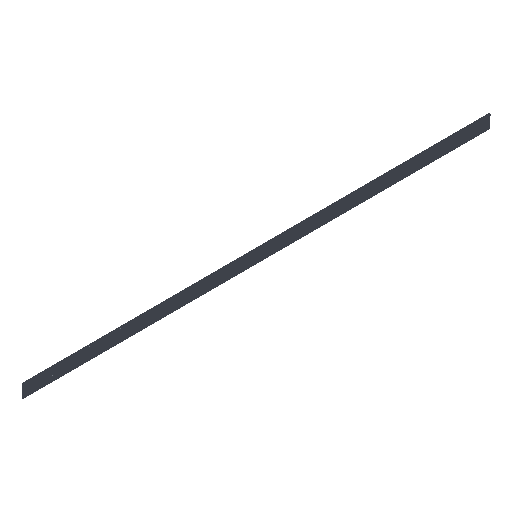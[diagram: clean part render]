
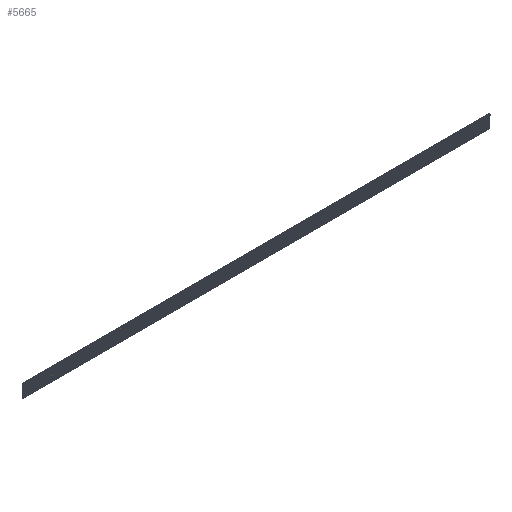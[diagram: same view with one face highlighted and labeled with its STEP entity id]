
A CAD part, isometric view. The second image highlights one B-rep face of the part: STEP entity #5665.
In plain terms, the highlighted planar face has unit normal (0, -1, 0).
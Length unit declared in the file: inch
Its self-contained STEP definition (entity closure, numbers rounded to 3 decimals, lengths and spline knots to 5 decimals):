
#90=PLANE('',#6183);
#333=FACE_OUTER_BOUND('',#623,.T.);
#623=EDGE_LOOP('',(#4303,#4304,#4305,#4306));
#1069=LINE('',#9211,#1633);
#1070=LINE('',#9215,#1634);
#1071=LINE('',#9217,#1635);
#1072=LINE('',#9218,#1636);
#1633=VECTOR('',#7473,39.37008);
#1634=VECTOR('',#7478,39.37008);
#1635=VECTOR('',#7479,39.37008);
#1636=VECTOR('',#7480,39.37008);
#2543=VERTEX_POINT('',#9208);
#2544=VERTEX_POINT('',#9210);
#2545=VERTEX_POINT('',#9214);
#2546=VERTEX_POINT('',#9216);
#3278=EDGE_CURVE('',#2544,#2543,#1069,.T.);
#3280=EDGE_CURVE('',#2543,#2545,#1070,.T.);
#3281=EDGE_CURVE('',#2546,#2545,#1071,.T.);
#3282=EDGE_CURVE('',#2544,#2546,#1072,.T.);
#4303=ORIENTED_EDGE('',*,*,#3280,.T.);
#4304=ORIENTED_EDGE('',*,*,#3281,.F.);
#4305=ORIENTED_EDGE('',*,*,#3282,.F.);
#4306=ORIENTED_EDGE('',*,*,#3278,.T.);
#5665=ADVANCED_FACE('',(#333),#90,.F.);
#6183=AXIS2_PLACEMENT_3D('',#9213,#7476,#7477);
#7473=DIRECTION('',(-1.,0.,0.));
#7476=DIRECTION('center_axis',(0.,1.,0.));
#7477=DIRECTION('ref_axis',(0.,0.,1.));
#7478=DIRECTION('',(0.,0.,-1.));
#7479=DIRECTION('',(-1.,0.,0.));
#7480=DIRECTION('',(0.,0.,-1.));
#9208=CARTESIAN_POINT('',(0.,-0.23622,3.11024));
#9210=CARTESIAN_POINT('',(236.22047,-0.23622,3.11024));
#9211=CARTESIAN_POINT('',(236.22047,-0.23622,3.11024));
#9213=CARTESIAN_POINT('Origin',(236.22047,-0.23622,3.11024));
#9214=CARTESIAN_POINT('',(0.,-0.23622,-3.11024));
#9215=CARTESIAN_POINT('',(0.,-0.23622,3.11024));
#9216=CARTESIAN_POINT('',(236.22047,-0.23622,-3.11024));
#9217=CARTESIAN_POINT('',(236.22047,-0.23622,-3.11024));
#9218=CARTESIAN_POINT('',(236.22047,-0.23622,3.11024));
